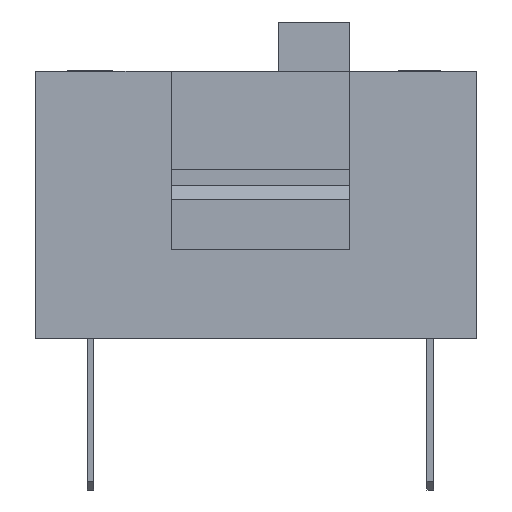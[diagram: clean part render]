
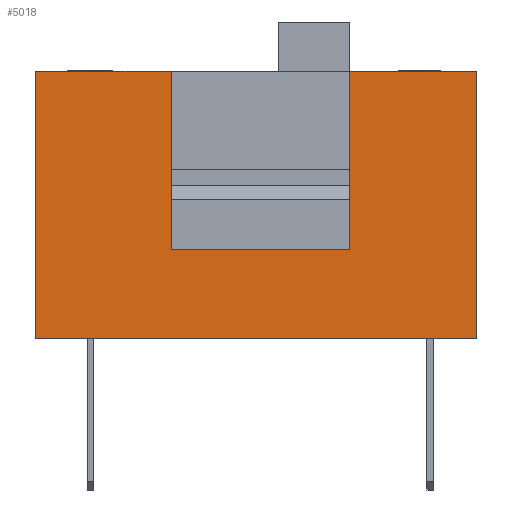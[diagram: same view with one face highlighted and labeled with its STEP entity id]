
A CAD part, left-side view. The second image highlights one B-rep face of the part: STEP entity #5018.
In plain terms, the highlighted planar face has unit normal (-1, 0, 0).
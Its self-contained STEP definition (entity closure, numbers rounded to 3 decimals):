
#4524 = PLANE('',#4525);
#4525 = AXIS2_PLACEMENT_3D('',#4526,#4527,#4528);
#4526 = CARTESIAN_POINT('',(0.4,2.85,6.));
#4527 = DIRECTION('',(0.,1.,0.));
#4528 = DIRECTION('',(-1.,0.,0.));
#4549 = VERTEX_POINT('',#4550);
#4550 = CARTESIAN_POINT('',(0.,2.85,2.));
#4564 = PLANE('',#4565);
#4565 = AXIS2_PLACEMENT_3D('',#4566,#4567,#4568);
#4566 = CARTESIAN_POINT('',(0.,6.85,2.));
#4567 = DIRECTION('',(0.,0.,1.));
#4568 = DIRECTION('',(1.,0.,0.));
#4576 = EDGE_CURVE('',#4577,#4549,#4579,.T.);
#4577 = VERTEX_POINT('',#4578);
#4578 = CARTESIAN_POINT('',(0.,2.85,6.));
#4579 = SURFACE_CURVE('',#4580,(#4584,#4591),.PCURVE_S1.);
#4580 = LINE('',#4581,#4582);
#4581 = CARTESIAN_POINT('',(0.,2.85,6.));
#4582 = VECTOR('',#4583,1.);
#4583 = DIRECTION('',(-0.,-0.,-1.));
#4584 = PCURVE('',#4524,#4585);
#4585 = DEFINITIONAL_REPRESENTATION('',(#4586),#4590);
#4586 = LINE('',#4587,#4588);
#4587 = CARTESIAN_POINT('',(0.4,0.));
#4588 = VECTOR('',#4589,1.);
#4589 = DIRECTION('',(0.,-1.));
#4590 = ( GEOMETRIC_REPRESENTATION_CONTEXT(2) 
PARAMETRIC_REPRESENTATION_CONTEXT() REPRESENTATION_CONTEXT('2D SPACE',''
  ) );
#4591 = PCURVE('',#4592,#4597);
#4592 = PLANE('',#4593);
#4593 = AXIS2_PLACEMENT_3D('',#4594,#4595,#4596);
#4594 = CARTESIAN_POINT('',(0.,9.9,0.));
#4595 = DIRECTION('',(1.,0.,0.));
#4596 = DIRECTION('',(0.,-1.,0.));
#4597 = DEFINITIONAL_REPRESENTATION('',(#4598),#4602);
#4598 = LINE('',#4599,#4600);
#4599 = CARTESIAN_POINT('',(7.05,-6.));
#4600 = VECTOR('',#4601,1.);
#4601 = DIRECTION('',(0.,1.));
#4602 = ( GEOMETRIC_REPRESENTATION_CONTEXT(2) 
PARAMETRIC_REPRESENTATION_CONTEXT() REPRESENTATION_CONTEXT('2D SPACE',''
  ) );
#4620 = PLANE('',#4621);
#4621 = AXIS2_PLACEMENT_3D('',#4622,#4623,#4624);
#4622 = CARTESIAN_POINT('',(0.,0.,6.));
#4623 = DIRECTION('',(0.,0.,-1.));
#4624 = DIRECTION('',(-1.,0.,0.));
#4763 = PLANE('',#4764);
#4764 = AXIS2_PLACEMENT_3D('',#4765,#4766,#4767);
#4765 = CARTESIAN_POINT('',(0.,6.85,6.));
#4766 = DIRECTION('',(0.,-1.,0.));
#4767 = DIRECTION('',(1.,0.,0.));
#4869 = VERTEX_POINT('',#4870);
#4870 = CARTESIAN_POINT('',(0.,6.85,2.));
#4891 = EDGE_CURVE('',#4549,#4869,#4892,.T.);
#4892 = SURFACE_CURVE('',#4893,(#4897,#4904),.PCURVE_S1.);
#4893 = LINE('',#4894,#4895);
#4894 = CARTESIAN_POINT('',(0.,2.85,2.));
#4895 = VECTOR('',#4896,1.);
#4896 = DIRECTION('',(0.,1.,0.));
#4897 = PCURVE('',#4564,#4898);
#4898 = DEFINITIONAL_REPRESENTATION('',(#4899),#4903);
#4899 = LINE('',#4900,#4901);
#4900 = CARTESIAN_POINT('',(0.,-4.));
#4901 = VECTOR('',#4902,1.);
#4902 = DIRECTION('',(0.,1.));
#4903 = ( GEOMETRIC_REPRESENTATION_CONTEXT(2) 
PARAMETRIC_REPRESENTATION_CONTEXT() REPRESENTATION_CONTEXT('2D SPACE',''
  ) );
#4904 = PCURVE('',#4592,#4905);
#4905 = DEFINITIONAL_REPRESENTATION('',(#4906),#4910);
#4906 = LINE('',#4907,#4908);
#4907 = CARTESIAN_POINT('',(7.05,-2.));
#4908 = VECTOR('',#4909,1.);
#4909 = DIRECTION('',(-1.,0.));
#4910 = ( GEOMETRIC_REPRESENTATION_CONTEXT(2) 
PARAMETRIC_REPRESENTATION_CONTEXT() REPRESENTATION_CONTEXT('2D SPACE',''
  ) );
#5018 = ADVANCED_FACE('',(#5019),#4592,.F.);
#5019 = FACE_BOUND('',#5020,.F.);
#5020 = EDGE_LOOP('',(#5021,#5051,#5079,#5102,#5123,#5124,#5125,#5148));
#5021 = ORIENTED_EDGE('',*,*,#5022,.F.);
#5022 = EDGE_CURVE('',#5023,#5025,#5027,.T.);
#5023 = VERTEX_POINT('',#5024);
#5024 = CARTESIAN_POINT('',(0.,9.9,0.));
#5025 = VERTEX_POINT('',#5026);
#5026 = CARTESIAN_POINT('',(0.,0.,0.));
#5027 = SURFACE_CURVE('',#5028,(#5032,#5039),.PCURVE_S1.);
#5028 = LINE('',#5029,#5030);
#5029 = CARTESIAN_POINT('',(0.,9.9,0.));
#5030 = VECTOR('',#5031,1.);
#5031 = DIRECTION('',(0.,-1.,0.));
#5032 = PCURVE('',#4592,#5033);
#5033 = DEFINITIONAL_REPRESENTATION('',(#5034),#5038);
#5034 = LINE('',#5035,#5036);
#5035 = CARTESIAN_POINT('',(0.,0.));
#5036 = VECTOR('',#5037,1.);
#5037 = DIRECTION('',(1.,0.));
#5038 = ( GEOMETRIC_REPRESENTATION_CONTEXT(2) 
PARAMETRIC_REPRESENTATION_CONTEXT() REPRESENTATION_CONTEXT('2D SPACE',''
  ) );
#5039 = PCURVE('',#5040,#5045);
#5040 = PLANE('',#5041);
#5041 = AXIS2_PLACEMENT_3D('',#5042,#5043,#5044);
#5042 = CARTESIAN_POINT('',(0.,0.,0.));
#5043 = DIRECTION('',(0.,0.,-1.));
#5044 = DIRECTION('',(-1.,0.,0.));
#5045 = DEFINITIONAL_REPRESENTATION('',(#5046),#5050);
#5046 = LINE('',#5047,#5048);
#5047 = CARTESIAN_POINT('',(0.,9.9));
#5048 = VECTOR('',#5049,1.);
#5049 = DIRECTION('',(0.,-1.));
#5050 = ( GEOMETRIC_REPRESENTATION_CONTEXT(2) 
PARAMETRIC_REPRESENTATION_CONTEXT() REPRESENTATION_CONTEXT('2D SPACE',''
  ) );
#5051 = ORIENTED_EDGE('',*,*,#5052,.T.);
#5052 = EDGE_CURVE('',#5023,#5053,#5055,.T.);
#5053 = VERTEX_POINT('',#5054);
#5054 = CARTESIAN_POINT('',(0.,9.9,6.));
#5055 = SURFACE_CURVE('',#5056,(#5060,#5067),.PCURVE_S1.);
#5056 = LINE('',#5057,#5058);
#5057 = CARTESIAN_POINT('',(0.,9.9,0.));
#5058 = VECTOR('',#5059,1.);
#5059 = DIRECTION('',(0.,0.,1.));
#5060 = PCURVE('',#4592,#5061);
#5061 = DEFINITIONAL_REPRESENTATION('',(#5062),#5066);
#5062 = LINE('',#5063,#5064);
#5063 = CARTESIAN_POINT('',(0.,0.));
#5064 = VECTOR('',#5065,1.);
#5065 = DIRECTION('',(0.,-1.));
#5066 = ( GEOMETRIC_REPRESENTATION_CONTEXT(2) 
PARAMETRIC_REPRESENTATION_CONTEXT() REPRESENTATION_CONTEXT('2D SPACE',''
  ) );
#5067 = PCURVE('',#5068,#5073);
#5068 = PLANE('',#5069);
#5069 = AXIS2_PLACEMENT_3D('',#5070,#5071,#5072);
#5070 = CARTESIAN_POINT('',(4.1,9.9,0.));
#5071 = DIRECTION('',(0.,-1.,0.));
#5072 = DIRECTION('',(-1.,0.,0.));
#5073 = DEFINITIONAL_REPRESENTATION('',(#5074),#5078);
#5074 = LINE('',#5075,#5076);
#5075 = CARTESIAN_POINT('',(4.1,0.));
#5076 = VECTOR('',#5077,1.);
#5077 = DIRECTION('',(0.,-1.));
#5078 = ( GEOMETRIC_REPRESENTATION_CONTEXT(2) 
PARAMETRIC_REPRESENTATION_CONTEXT() REPRESENTATION_CONTEXT('2D SPACE',''
  ) );
#5079 = ORIENTED_EDGE('',*,*,#5080,.T.);
#5080 = EDGE_CURVE('',#5053,#5081,#5083,.T.);
#5081 = VERTEX_POINT('',#5082);
#5082 = CARTESIAN_POINT('',(0.,6.85,6.));
#5083 = SURFACE_CURVE('',#5084,(#5088,#5095),.PCURVE_S1.);
#5084 = LINE('',#5085,#5086);
#5085 = CARTESIAN_POINT('',(0.,9.9,6.));
#5086 = VECTOR('',#5087,1.);
#5087 = DIRECTION('',(0.,-1.,0.));
#5088 = PCURVE('',#4592,#5089);
#5089 = DEFINITIONAL_REPRESENTATION('',(#5090),#5094);
#5090 = LINE('',#5091,#5092);
#5091 = CARTESIAN_POINT('',(0.,-6.));
#5092 = VECTOR('',#5093,1.);
#5093 = DIRECTION('',(1.,0.));
#5094 = ( GEOMETRIC_REPRESENTATION_CONTEXT(2) 
PARAMETRIC_REPRESENTATION_CONTEXT() REPRESENTATION_CONTEXT('2D SPACE',''
  ) );
#5095 = PCURVE('',#4620,#5096);
#5096 = DEFINITIONAL_REPRESENTATION('',(#5097),#5101);
#5097 = LINE('',#5098,#5099);
#5098 = CARTESIAN_POINT('',(0.,9.9));
#5099 = VECTOR('',#5100,1.);
#5100 = DIRECTION('',(0.,-1.));
#5101 = ( GEOMETRIC_REPRESENTATION_CONTEXT(2) 
PARAMETRIC_REPRESENTATION_CONTEXT() REPRESENTATION_CONTEXT('2D SPACE',''
  ) );
#5102 = ORIENTED_EDGE('',*,*,#5103,.T.);
#5103 = EDGE_CURVE('',#5081,#4869,#5104,.T.);
#5104 = SURFACE_CURVE('',#5105,(#5109,#5116),.PCURVE_S1.);
#5105 = LINE('',#5106,#5107);
#5106 = CARTESIAN_POINT('',(0.,6.85,6.));
#5107 = VECTOR('',#5108,1.);
#5108 = DIRECTION('',(-0.,-0.,-1.));
#5109 = PCURVE('',#4592,#5110);
#5110 = DEFINITIONAL_REPRESENTATION('',(#5111),#5115);
#5111 = LINE('',#5112,#5113);
#5112 = CARTESIAN_POINT('',(3.05,-6.));
#5113 = VECTOR('',#5114,1.);
#5114 = DIRECTION('',(0.,1.));
#5115 = ( GEOMETRIC_REPRESENTATION_CONTEXT(2) 
PARAMETRIC_REPRESENTATION_CONTEXT() REPRESENTATION_CONTEXT('2D SPACE',''
  ) );
#5116 = PCURVE('',#4763,#5117);
#5117 = DEFINITIONAL_REPRESENTATION('',(#5118),#5122);
#5118 = LINE('',#5119,#5120);
#5119 = CARTESIAN_POINT('',(0.,0.));
#5120 = VECTOR('',#5121,1.);
#5121 = DIRECTION('',(0.,-1.));
#5122 = ( GEOMETRIC_REPRESENTATION_CONTEXT(2) 
PARAMETRIC_REPRESENTATION_CONTEXT() REPRESENTATION_CONTEXT('2D SPACE',''
  ) );
#5123 = ORIENTED_EDGE('',*,*,#4891,.F.);
#5124 = ORIENTED_EDGE('',*,*,#4576,.F.);
#5125 = ORIENTED_EDGE('',*,*,#5126,.T.);
#5126 = EDGE_CURVE('',#4577,#5127,#5129,.T.);
#5127 = VERTEX_POINT('',#5128);
#5128 = CARTESIAN_POINT('',(0.,0.,6.));
#5129 = SURFACE_CURVE('',#5130,(#5134,#5141),.PCURVE_S1.);
#5130 = LINE('',#5131,#5132);
#5131 = CARTESIAN_POINT('',(0.,9.9,6.));
#5132 = VECTOR('',#5133,1.);
#5133 = DIRECTION('',(0.,-1.,0.));
#5134 = PCURVE('',#4592,#5135);
#5135 = DEFINITIONAL_REPRESENTATION('',(#5136),#5140);
#5136 = LINE('',#5137,#5138);
#5137 = CARTESIAN_POINT('',(0.,-6.));
#5138 = VECTOR('',#5139,1.);
#5139 = DIRECTION('',(1.,0.));
#5140 = ( GEOMETRIC_REPRESENTATION_CONTEXT(2) 
PARAMETRIC_REPRESENTATION_CONTEXT() REPRESENTATION_CONTEXT('2D SPACE',''
  ) );
#5141 = PCURVE('',#4620,#5142);
#5142 = DEFINITIONAL_REPRESENTATION('',(#5143),#5147);
#5143 = LINE('',#5144,#5145);
#5144 = CARTESIAN_POINT('',(0.,9.9));
#5145 = VECTOR('',#5146,1.);
#5146 = DIRECTION('',(0.,-1.));
#5147 = ( GEOMETRIC_REPRESENTATION_CONTEXT(2) 
PARAMETRIC_REPRESENTATION_CONTEXT() REPRESENTATION_CONTEXT('2D SPACE',''
  ) );
#5148 = ORIENTED_EDGE('',*,*,#5149,.F.);
#5149 = EDGE_CURVE('',#5025,#5127,#5150,.T.);
#5150 = SURFACE_CURVE('',#5151,(#5155,#5162),.PCURVE_S1.);
#5151 = LINE('',#5152,#5153);
#5152 = CARTESIAN_POINT('',(0.,0.,0.));
#5153 = VECTOR('',#5154,1.);
#5154 = DIRECTION('',(0.,0.,1.));
#5155 = PCURVE('',#4592,#5156);
#5156 = DEFINITIONAL_REPRESENTATION('',(#5157),#5161);
#5157 = LINE('',#5158,#5159);
#5158 = CARTESIAN_POINT('',(9.9,0.));
#5159 = VECTOR('',#5160,1.);
#5160 = DIRECTION('',(0.,-1.));
#5161 = ( GEOMETRIC_REPRESENTATION_CONTEXT(2) 
PARAMETRIC_REPRESENTATION_CONTEXT() REPRESENTATION_CONTEXT('2D SPACE',''
  ) );
#5162 = PCURVE('',#5163,#5168);
#5163 = PLANE('',#5164);
#5164 = AXIS2_PLACEMENT_3D('',#5165,#5166,#5167);
#5165 = CARTESIAN_POINT('',(0.,0.,0.));
#5166 = DIRECTION('',(0.,1.,0.));
#5167 = DIRECTION('',(1.,0.,0.));
#5168 = DEFINITIONAL_REPRESENTATION('',(#5169),#5173);
#5169 = LINE('',#5170,#5171);
#5170 = CARTESIAN_POINT('',(0.,0.));
#5171 = VECTOR('',#5172,1.);
#5172 = DIRECTION('',(0.,-1.));
#5173 = ( GEOMETRIC_REPRESENTATION_CONTEXT(2) 
PARAMETRIC_REPRESENTATION_CONTEXT() REPRESENTATION_CONTEXT('2D SPACE',''
  ) );
